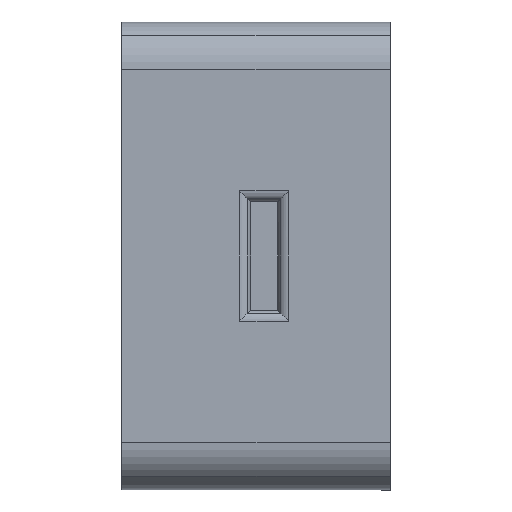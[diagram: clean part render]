
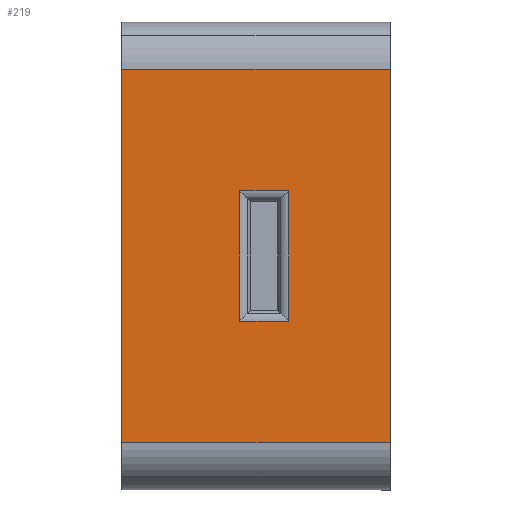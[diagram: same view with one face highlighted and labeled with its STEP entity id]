
A CAD part, left-side view. The second image highlights one B-rep face of the part: STEP entity #219.
In plain terms, the highlighted planar face has unit normal (-1, 0, 0).
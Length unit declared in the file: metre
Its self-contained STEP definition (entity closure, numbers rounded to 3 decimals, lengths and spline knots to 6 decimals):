
#219=ADVANCED_FACE('9:1700',(#695,#696),#697,.T.);
#695=FACE_OUTER_BOUND('',#1348,.T.);
#696=FACE_BOUND('',#1349,.T.);
#697=PLANE('',#1350);
#1348=EDGE_LOOP('',(#3602,#3603,#3604,#3605));
#1349=EDGE_LOOP('',(#3606,#3607,#3608,#3609));
#1350=AXIS2_PLACEMENT_3D('',#3610,#3611,#3612);
#3602=ORIENTED_EDGE('',*,*,#5160,.F.);
#3603=ORIENTED_EDGE('',*,*,#5433,.T.);
#3604=ORIENTED_EDGE('',*,*,#5453,.F.);
#3605=ORIENTED_EDGE('',*,*,#5410,.T.);
#3606=ORIENTED_EDGE('',*,*,#5454,.T.);
#3607=ORIENTED_EDGE('',*,*,#5132,.F.);
#3608=ORIENTED_EDGE('',*,*,#5129,.F.);
#3609=ORIENTED_EDGE('',*,*,#5126,.F.);
#3610=CARTESIAN_POINT('',(-0.01923,0.039064,0.021274));
#3611=DIRECTION('',(-1.0,0.,0.));
#3612=DIRECTION('',(0.,0.,-1.0));
#5126=EDGE_CURVE('3:15409',#6045,#6047,#6048,.T.);
#5129=EDGE_CURVE('3:15164',#6047,#6052,#6053,.T.);
#5132=EDGE_CURVE('3:15350',#6052,#6057,#6058,.T.);
#5160=EDGE_CURVE('1:585',#6109,#6111,#6112,.T.);
#5410=EDGE_CURVE('1:226',#6530,#6111,#6531,.F.);
#5433=EDGE_CURVE('1:229',#6109,#6562,#6564,.T.);
#5453=EDGE_CURVE('1:549',#6530,#6562,#6600,.T.);
#5454=EDGE_CURVE('3:13601',#6045,#6057,#6601,.T.);
#6045=VERTEX_POINT('',#7378);
#6047=VERTEX_POINT('',#7380);
#6048=LINE('',#7381,#7382);
#6052=VERTEX_POINT('',#7387);
#6053=LINE('',#7388,#7389);
#6057=VERTEX_POINT('',#7394);
#6058=LINE('',#7395,#7396);
#6109=VERTEX_POINT('',#7460);
#6111=VERTEX_POINT('',#7462);
#6112=LINE('',#7463,#7464);
#6530=VERTEX_POINT('',#8152);
#6531=LINE('',#8153,#8154);
#6562=VERTEX_POINT('',#8195);
#6564=LINE('',#8197,#8198);
#6600=LINE('',#8252,#8253);
#6601=LINE('',#8254,#8255);
#7378=CARTESIAN_POINT('',(-0.01923,0.014464,0.030874));
#7380=CARTESIAN_POINT('',(-0.01923,0.021664,0.030874));
#7381=CARTESIAN_POINT('',(-0.01923,0.029564,0.030874));
#7382=VECTOR('',#9392,1.0);
#7387=CARTESIAN_POINT('',(-0.01923,0.021664,0.011674));
#7388=CARTESIAN_POINT('',(-0.01923,0.021664,0.021274));
#7389=VECTOR('',#9397,1.0);
#7394=CARTESIAN_POINT('',(-0.01923,0.014464,0.011674));
#7395=CARTESIAN_POINT('',(-0.01923,0.029564,0.011674));
#7396=VECTOR('',#9402,1.0);
#7460=CARTESIAN_POINT('',(-0.01923,0.039064,0.048774));
#7462=CARTESIAN_POINT('',(-0.01923,-0.000536,0.048774));
#7463=CARTESIAN_POINT('',(-0.01923,0.039064,0.048774));
#7464=VECTOR('',#9458,1.0);
#8152=CARTESIAN_POINT('',(-0.01923,-0.000536,-0.006226));
#8153=CARTESIAN_POINT('',(-0.01923,-0.000536,0.021274));
#8154=VECTOR('',#9714,1.0);
#8195=CARTESIAN_POINT('',(-0.01923,0.039064,-0.006226));
#8197=CARTESIAN_POINT('',(-0.01923,0.039064,0.021274));
#8198=VECTOR('',#9761,1.0);
#8252=CARTESIAN_POINT('',(-0.01923,0.039064,-0.006226));
#8253=VECTOR('',#9783,1.0);
#8254=CARTESIAN_POINT('',(-0.01923,0.014464,0.021274));
#8255=VECTOR('',#9784,1.0);
#9392=DIRECTION('',(0.,1.0,0.));
#9397=DIRECTION('',(0.,0.,-1.0));
#9402=DIRECTION('',(0.,-1.0,0.));
#9458=DIRECTION('',(0.,-1.0,0.));
#9714=DIRECTION('',(0.,0.,-1.0));
#9761=DIRECTION('',(0.,0.,-1.0));
#9783=DIRECTION('',(0.0,1.0,0.));
#9784=DIRECTION('',(0.,0.,-1.0));
